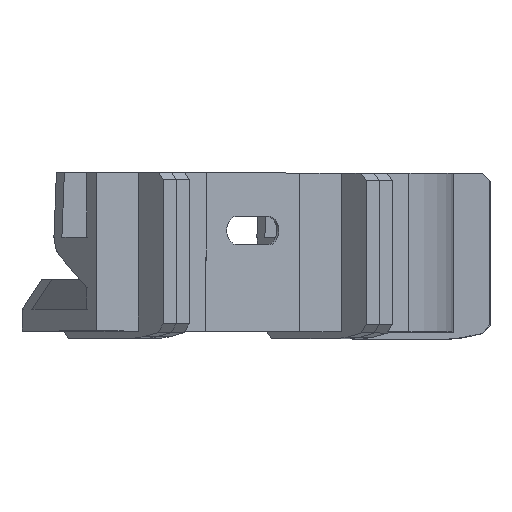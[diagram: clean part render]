
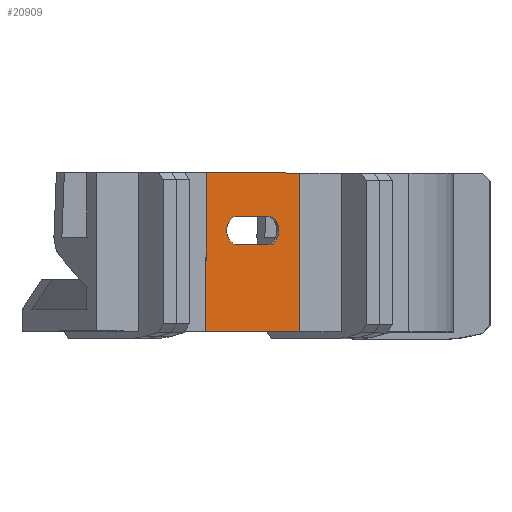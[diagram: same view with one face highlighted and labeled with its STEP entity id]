
A CAD part, left-side view. The second image highlights one B-rep face of the part: STEP entity #20909.
In plain terms, the highlighted face is planar.
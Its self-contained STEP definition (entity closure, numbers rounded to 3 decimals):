
#20633 = VERTEX_POINT('',#20634);
#20634 = CARTESIAN_POINT('',(3.,0.,16.));
#20641 = CYLINDRICAL_SURFACE('',#20642,2.);
#20642 = AXIS2_PLACEMENT_3D('',#20643,#20644,#20645);
#20643 = CARTESIAN_POINT('',(3.,24.,14.));
#20644 = DIRECTION('',(-0.,1.,0.));
#20645 = DIRECTION('',(0.,0.,-1.));
#20653 = PLANE('',#20654);
#20654 = AXIS2_PLACEMENT_3D('',#20655,#20656,#20657);
#20655 = CARTESIAN_POINT('',(3.,24.,16.));
#20656 = DIRECTION('',(0.,0.,-1.));
#20657 = DIRECTION('',(-1.,0.,-0.));
#20695 = VERTEX_POINT('',#20696);
#20696 = CARTESIAN_POINT('',(3.,0.,12.));
#20710 = PLANE('',#20711);
#20711 = AXIS2_PLACEMENT_3D('',#20712,#20713,#20714);
#20712 = CARTESIAN_POINT('',(-3.,24.,12.));
#20713 = DIRECTION('',(0.,0.,1.));
#20714 = DIRECTION('',(1.,0.,0.));
#20722 = EDGE_CURVE('',#20633,#20695,#20723,.T.);
#20723 = SURFACE_CURVE('',#20724,(#20729,#20736),.PCURVE_S1.);
#20724 = CIRCLE('',#20725,2.);
#20725 = AXIS2_PLACEMENT_3D('',#20726,#20727,#20728);
#20726 = CARTESIAN_POINT('',(3.,0.,14.));
#20727 = DIRECTION('',(0.,1.,0.));
#20728 = DIRECTION('',(0.,0.,-1.));
#20729 = PCURVE('',#20641,#20730);
#20730 = DEFINITIONAL_REPRESENTATION('',(#20731),#20735);
#20731 = LINE('',#20732,#20733);
#20732 = CARTESIAN_POINT('',(-6.283,-24.));
#20733 = VECTOR('',#20734,1.);
#20734 = DIRECTION('',(1.,-0.));
#20735 = ( GEOMETRIC_REPRESENTATION_CONTEXT(2) 
PARAMETRIC_REPRESENTATION_CONTEXT() REPRESENTATION_CONTEXT('2D SPACE',''
  ) );
#20736 = PCURVE('',#20737,#20742);
#20737 = PLANE('',#20738);
#20738 = AXIS2_PLACEMENT_3D('',#20739,#20740,#20741);
#20739 = CARTESIAN_POINT('',(0.,0.,0.));
#20740 = DIRECTION('',(0.,1.,-0.));
#20741 = DIRECTION('',(0.,0.,1.));
#20742 = DEFINITIONAL_REPRESENTATION('',(#20743),#20747);
#20743 = CIRCLE('',#20744,2.);
#20744 = AXIS2_PLACEMENT_2D('',#20745,#20746);
#20745 = CARTESIAN_POINT('',(14.,3.));
#20746 = DIRECTION('',(-1.,0.));
#20747 = ( GEOMETRIC_REPRESENTATION_CONTEXT(2) 
PARAMETRIC_REPRESENTATION_CONTEXT() REPRESENTATION_CONTEXT('2D SPACE',''
  ) );
#20755 = VERTEX_POINT('',#20756);
#20756 = CARTESIAN_POINT('',(-3.,0.,16.));
#20770 = CYLINDRICAL_SURFACE('',#20771,2.);
#20771 = AXIS2_PLACEMENT_3D('',#20772,#20773,#20774);
#20772 = CARTESIAN_POINT('',(-3.,24.,14.));
#20773 = DIRECTION('',(-0.,1.,0.));
#20774 = DIRECTION('',(0.,0.,1.));
#20809 = EDGE_CURVE('',#20633,#20755,#20810,.T.);
#20810 = SURFACE_CURVE('',#20811,(#20815,#20821),.PCURVE_S1.);
#20811 = LINE('',#20812,#20813);
#20812 = CARTESIAN_POINT('',(1.5,0.,16.));
#20813 = VECTOR('',#20814,1.);
#20814 = DIRECTION('',(-1.,0.,0.));
#20815 = PCURVE('',#20653,#20816);
#20816 = DEFINITIONAL_REPRESENTATION('',(#20817),#20820);
#20817 = B_SPLINE_CURVE_WITH_KNOTS('',1,(#20818,#20819),.UNSPECIFIED.,
  .F.,.F.,(2,2),(-1.5,4.5),.PIECEWISE_BEZIER_KNOTS.);
#20818 = CARTESIAN_POINT('',(0.,-24.));
#20819 = CARTESIAN_POINT('',(6.,-24.));
#20820 = ( GEOMETRIC_REPRESENTATION_CONTEXT(2) 
PARAMETRIC_REPRESENTATION_CONTEXT() REPRESENTATION_CONTEXT('2D SPACE',''
  ) );
#20821 = PCURVE('',#20737,#20822);
#20822 = DEFINITIONAL_REPRESENTATION('',(#20823),#20826);
#20823 = B_SPLINE_CURVE_WITH_KNOTS('',1,(#20824,#20825),.UNSPECIFIED.,
  .F.,.F.,(2,2),(-1.5,4.5),.PIECEWISE_BEZIER_KNOTS.);
#20824 = CARTESIAN_POINT('',(16.,3.));
#20825 = CARTESIAN_POINT('',(16.,-3.));
#20826 = ( GEOMETRIC_REPRESENTATION_CONTEXT(2) 
PARAMETRIC_REPRESENTATION_CONTEXT() REPRESENTATION_CONTEXT('2D SPACE',''
  ) );
#20909 = ADVANCED_FACE('',(#20910,#21024),#20737,.F.);
#20910 = FACE_BOUND('',#20911,.F.);
#20911 = EDGE_LOOP('',(#20912,#20942,#20970,#20998));
#20912 = ORIENTED_EDGE('',*,*,#20913,.F.);
#20913 = EDGE_CURVE('',#20914,#20916,#20918,.T.);
#20914 = VERTEX_POINT('',#20915);
#20915 = CARTESIAN_POINT('',(-9.,0.,0.));
#20916 = VERTEX_POINT('',#20917);
#20917 = CARTESIAN_POINT('',(9.,0.,0.));
#20918 = SURFACE_CURVE('',#20919,(#20923,#20930),.PCURVE_S1.);
#20919 = LINE('',#20920,#20921);
#20920 = CARTESIAN_POINT('',(-9.,0.,0.));
#20921 = VECTOR('',#20922,1.);
#20922 = DIRECTION('',(1.,0.,0.));
#20923 = PCURVE('',#20737,#20924);
#20924 = DEFINITIONAL_REPRESENTATION('',(#20925),#20929);
#20925 = LINE('',#20926,#20927);
#20926 = CARTESIAN_POINT('',(0.,-9.));
#20927 = VECTOR('',#20928,1.);
#20928 = DIRECTION('',(0.,1.));
#20929 = ( GEOMETRIC_REPRESENTATION_CONTEXT(2) 
PARAMETRIC_REPRESENTATION_CONTEXT() REPRESENTATION_CONTEXT('2D SPACE',''
  ) );
#20930 = PCURVE('',#20931,#20936);
#20931 = PLANE('',#20932);
#20932 = AXIS2_PLACEMENT_3D('',#20933,#20934,#20935);
#20933 = CARTESIAN_POINT('',(0.,15.,0.));
#20934 = DIRECTION('',(0.,0.,1.));
#20935 = DIRECTION('',(0.,-1.,0.));
#20936 = DEFINITIONAL_REPRESENTATION('',(#20937),#20941);
#20937 = LINE('',#20938,#20939);
#20938 = CARTESIAN_POINT('',(15.,-9.));
#20939 = VECTOR('',#20940,1.);
#20940 = DIRECTION('',(0.,1.));
#20941 = ( GEOMETRIC_REPRESENTATION_CONTEXT(2) 
PARAMETRIC_REPRESENTATION_CONTEXT() REPRESENTATION_CONTEXT('2D SPACE',''
  ) );
#20942 = ORIENTED_EDGE('',*,*,#20943,.T.);
#20943 = EDGE_CURVE('',#20914,#20944,#20946,.T.);
#20944 = VERTEX_POINT('',#20945);
#20945 = CARTESIAN_POINT('',(-9.,0.,22.));
#20946 = SURFACE_CURVE('',#20947,(#20951,#20958),.PCURVE_S1.);
#20947 = LINE('',#20948,#20949);
#20948 = CARTESIAN_POINT('',(-9.,0.,0.));
#20949 = VECTOR('',#20950,1.);
#20950 = DIRECTION('',(0.,0.,1.));
#20951 = PCURVE('',#20737,#20952);
#20952 = DEFINITIONAL_REPRESENTATION('',(#20953),#20957);
#20953 = LINE('',#20954,#20955);
#20954 = CARTESIAN_POINT('',(0.,-9.));
#20955 = VECTOR('',#20956,1.);
#20956 = DIRECTION('',(1.,0.));
#20957 = ( GEOMETRIC_REPRESENTATION_CONTEXT(2) 
PARAMETRIC_REPRESENTATION_CONTEXT() REPRESENTATION_CONTEXT('2D SPACE',''
  ) );
#20958 = PCURVE('',#20959,#20964);
#20959 = PLANE('',#20960);
#20960 = AXIS2_PLACEMENT_3D('',#20961,#20962,#20963);
#20961 = CARTESIAN_POINT('',(-9.,4.162,7.662));
#20962 = DIRECTION('',(-1.,0.,0.));
#20963 = DIRECTION('',(0.,0.,1.));
#20964 = DEFINITIONAL_REPRESENTATION('',(#20965),#20969);
#20965 = LINE('',#20966,#20967);
#20966 = CARTESIAN_POINT('',(-7.662,-4.162));
#20967 = VECTOR('',#20968,1.);
#20968 = DIRECTION('',(1.,0.));
#20969 = ( GEOMETRIC_REPRESENTATION_CONTEXT(2) 
PARAMETRIC_REPRESENTATION_CONTEXT() REPRESENTATION_CONTEXT('2D SPACE',''
  ) );
#20970 = ORIENTED_EDGE('',*,*,#20971,.F.);
#20971 = EDGE_CURVE('',#20972,#20944,#20974,.T.);
#20972 = VERTEX_POINT('',#20973);
#20973 = CARTESIAN_POINT('',(9.,0.,22.));
#20974 = SURFACE_CURVE('',#20975,(#20979,#20986),.PCURVE_S1.);
#20975 = LINE('',#20976,#20977);
#20976 = CARTESIAN_POINT('',(9.,0.,22.));
#20977 = VECTOR('',#20978,1.);
#20978 = DIRECTION('',(-1.,0.,0.));
#20979 = PCURVE('',#20737,#20980);
#20980 = DEFINITIONAL_REPRESENTATION('',(#20981),#20985);
#20981 = LINE('',#20982,#20983);
#20982 = CARTESIAN_POINT('',(22.,9.));
#20983 = VECTOR('',#20984,1.);
#20984 = DIRECTION('',(0.,-1.));
#20985 = ( GEOMETRIC_REPRESENTATION_CONTEXT(2) 
PARAMETRIC_REPRESENTATION_CONTEXT() REPRESENTATION_CONTEXT('2D SPACE',''
  ) );
#20986 = PCURVE('',#20987,#20992);
#20987 = PLANE('',#20988);
#20988 = AXIS2_PLACEMENT_3D('',#20989,#20990,#20991);
#20989 = CARTESIAN_POINT('',(0.,0.,22.));
#20990 = DIRECTION('',(0.,0.,-1.));
#20991 = DIRECTION('',(0.,1.,0.));
#20992 = DEFINITIONAL_REPRESENTATION('',(#20993),#20997);
#20993 = LINE('',#20994,#20995);
#20994 = CARTESIAN_POINT('',(0.,9.));
#20995 = VECTOR('',#20996,1.);
#20996 = DIRECTION('',(0.,-1.));
#20997 = ( GEOMETRIC_REPRESENTATION_CONTEXT(2) 
PARAMETRIC_REPRESENTATION_CONTEXT() REPRESENTATION_CONTEXT('2D SPACE',''
  ) );
#20998 = ORIENTED_EDGE('',*,*,#20999,.F.);
#20999 = EDGE_CURVE('',#20916,#20972,#21000,.T.);
#21000 = SURFACE_CURVE('',#21001,(#21005,#21012),.PCURVE_S1.);
#21001 = LINE('',#21002,#21003);
#21002 = CARTESIAN_POINT('',(9.,0.,0.));
#21003 = VECTOR('',#21004,1.);
#21004 = DIRECTION('',(0.,0.,1.));
#21005 = PCURVE('',#20737,#21006);
#21006 = DEFINITIONAL_REPRESENTATION('',(#21007),#21011);
#21007 = LINE('',#21008,#21009);
#21008 = CARTESIAN_POINT('',(0.,9.));
#21009 = VECTOR('',#21010,1.);
#21010 = DIRECTION('',(1.,0.));
#21011 = ( GEOMETRIC_REPRESENTATION_CONTEXT(2) 
PARAMETRIC_REPRESENTATION_CONTEXT() REPRESENTATION_CONTEXT('2D SPACE',''
  ) );
#21012 = PCURVE('',#21013,#21018);
#21013 = PLANE('',#21014);
#21014 = AXIS2_PLACEMENT_3D('',#21015,#21016,#21017);
#21015 = CARTESIAN_POINT('',(9.,4.162,7.662));
#21016 = DIRECTION('',(-1.,0.,0.));
#21017 = DIRECTION('',(0.,0.,1.));
#21018 = DEFINITIONAL_REPRESENTATION('',(#21019),#21023);
#21019 = LINE('',#21020,#21021);
#21020 = CARTESIAN_POINT('',(-7.662,-4.162));
#21021 = VECTOR('',#21022,1.);
#21022 = DIRECTION('',(1.,0.));
#21023 = ( GEOMETRIC_REPRESENTATION_CONTEXT(2) 
PARAMETRIC_REPRESENTATION_CONTEXT() REPRESENTATION_CONTEXT('2D SPACE',''
  ) );
#21024 = FACE_BOUND('',#21025,.F.);
#21025 = EDGE_LOOP('',(#21026,#21027,#21028,#21052));
#21026 = ORIENTED_EDGE('',*,*,#20722,.F.);
#21027 = ORIENTED_EDGE('',*,*,#20809,.T.);
#21028 = ORIENTED_EDGE('',*,*,#21029,.F.);
#21029 = EDGE_CURVE('',#21030,#20755,#21032,.T.);
#21030 = VERTEX_POINT('',#21031);
#21031 = CARTESIAN_POINT('',(-3.,0.,12.));
#21032 = SURFACE_CURVE('',#21033,(#21038,#21045),.PCURVE_S1.);
#21033 = CIRCLE('',#21034,2.);
#21034 = AXIS2_PLACEMENT_3D('',#21035,#21036,#21037);
#21035 = CARTESIAN_POINT('',(-3.,0.,14.));
#21036 = DIRECTION('',(-0.,1.,0.));
#21037 = DIRECTION('',(0.,0.,1.));
#21038 = PCURVE('',#20737,#21039);
#21039 = DEFINITIONAL_REPRESENTATION('',(#21040),#21044);
#21040 = CIRCLE('',#21041,2.);
#21041 = AXIS2_PLACEMENT_2D('',#21042,#21043);
#21042 = CARTESIAN_POINT('',(14.,-3.));
#21043 = DIRECTION('',(1.,0.));
#21044 = ( GEOMETRIC_REPRESENTATION_CONTEXT(2) 
PARAMETRIC_REPRESENTATION_CONTEXT() REPRESENTATION_CONTEXT('2D SPACE',''
  ) );
#21045 = PCURVE('',#20770,#21046);
#21046 = DEFINITIONAL_REPRESENTATION('',(#21047),#21051);
#21047 = LINE('',#21048,#21049);
#21048 = CARTESIAN_POINT('',(-6.283,-24.));
#21049 = VECTOR('',#21050,1.);
#21050 = DIRECTION('',(1.,-0.));
#21051 = ( GEOMETRIC_REPRESENTATION_CONTEXT(2) 
PARAMETRIC_REPRESENTATION_CONTEXT() REPRESENTATION_CONTEXT('2D SPACE',''
  ) );
#21052 = ORIENTED_EDGE('',*,*,#21053,.T.);
#21053 = EDGE_CURVE('',#21030,#20695,#21054,.T.);
#21054 = SURFACE_CURVE('',#21055,(#21059,#21065),.PCURVE_S1.);
#21055 = LINE('',#21056,#21057);
#21056 = CARTESIAN_POINT('',(-1.5,0.,12.));
#21057 = VECTOR('',#21058,1.);
#21058 = DIRECTION('',(1.,-0.,0.));
#21059 = PCURVE('',#20737,#21060);
#21060 = DEFINITIONAL_REPRESENTATION('',(#21061),#21064);
#21061 = B_SPLINE_CURVE_WITH_KNOTS('',1,(#21062,#21063),.UNSPECIFIED.,
  .F.,.F.,(2,2),(-1.5,4.5),.PIECEWISE_BEZIER_KNOTS.);
#21062 = CARTESIAN_POINT('',(12.,-3.));
#21063 = CARTESIAN_POINT('',(12.,3.));
#21064 = ( GEOMETRIC_REPRESENTATION_CONTEXT(2) 
PARAMETRIC_REPRESENTATION_CONTEXT() REPRESENTATION_CONTEXT('2D SPACE',''
  ) );
#21065 = PCURVE('',#20710,#21066);
#21066 = DEFINITIONAL_REPRESENTATION('',(#21067),#21070);
#21067 = B_SPLINE_CURVE_WITH_KNOTS('',1,(#21068,#21069),.UNSPECIFIED.,
  .F.,.F.,(2,2),(-1.5,4.5),.PIECEWISE_BEZIER_KNOTS.);
#21068 = CARTESIAN_POINT('',(0.,-24.));
#21069 = CARTESIAN_POINT('',(6.,-24.));
#21070 = ( GEOMETRIC_REPRESENTATION_CONTEXT(2) 
PARAMETRIC_REPRESENTATION_CONTEXT() REPRESENTATION_CONTEXT('2D SPACE',''
  ) );
